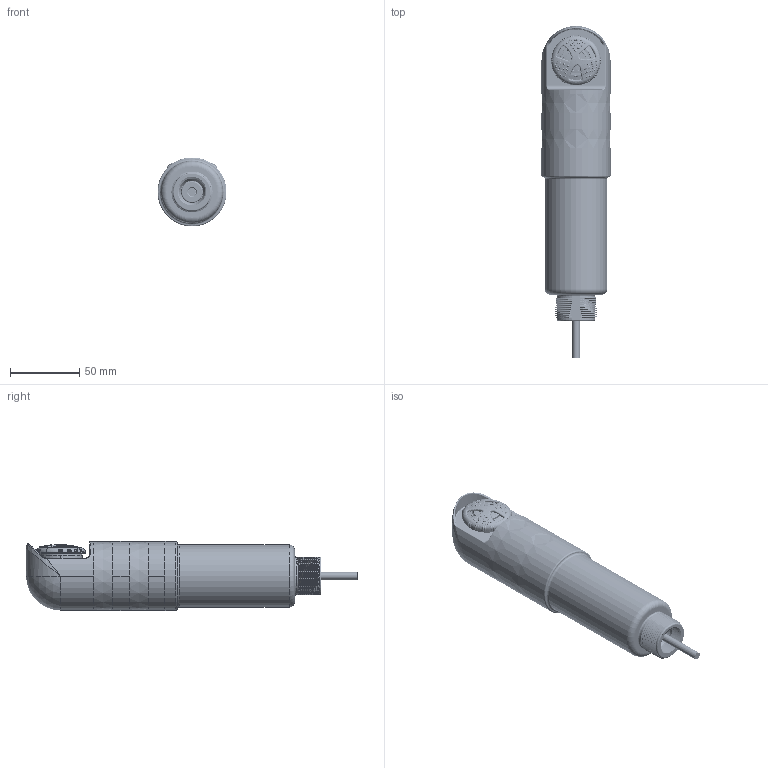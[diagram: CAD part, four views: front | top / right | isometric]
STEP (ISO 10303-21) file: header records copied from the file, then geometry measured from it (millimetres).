
FILE_DESCRIPTION((''),'2;1');
FILE_NAME('168282_ASM','2014-06-26T',('pdmadmin'),(''),'PRO/ENGINEER BY PARAMETRIC TECHNOLOGY CORPORATION, 2013230','PRO/ENGINEER BY PARAMETRIC TECHNOLOGY CORPORATION, 2013230','');
FILE_SCHEMA(('CONFIG_CONTROL_DESIGN'));
Products named in the file (15): 163979; 158231_WEB; 158948; 153229; 62676; 62677; CABLE_215; 153843_MAIN_BODY; 153843_M100PIEZO; 153843_WIRES; 153843_GASKET; 153843_NUT; 153843_VOLUME_ADJUST; 153843_ASM; 168282_ASM
Assembly tree (17 placements, depth 3):
  168282_ASM
    163979
    158231_WEB  x2
    158948  x2
    153229
    62676
    62677
    CABLE_215
    153843_ASM
      153843_MAIN_BODY
      153843_M100PIEZO
      153843_WIRES
      153843_GASKET
      153843_NUT
      153843_VOLUME_ADJUST
    153843_VOLUME_ADJUST
Bounding box: 50 x 240.4 x 50 mm (x, y, z)
Volume: 123431.3 mm3; surface area: 118840.1 mm2
Topology: 15 solids, 97 shells, 3616 faces, 9821 edges, 6278 vertices
Faces by surface type: bspline 977, plane 945, cylinder 857, torus 378, cone 288, sphere 120, extrusion 45, revolution 6
Entity records: 248070 total; most frequent: CARTESIAN_POINT 186517, ORIENTED_EDGE 13912, DIRECTION 10927, EDGE_CURVE 7197, VERTEX_POINT 4584, AXIS2_PLACEMENT_3D 4258, EDGE_LOOP 2807, FACE_OUTER_BOUND 2681
